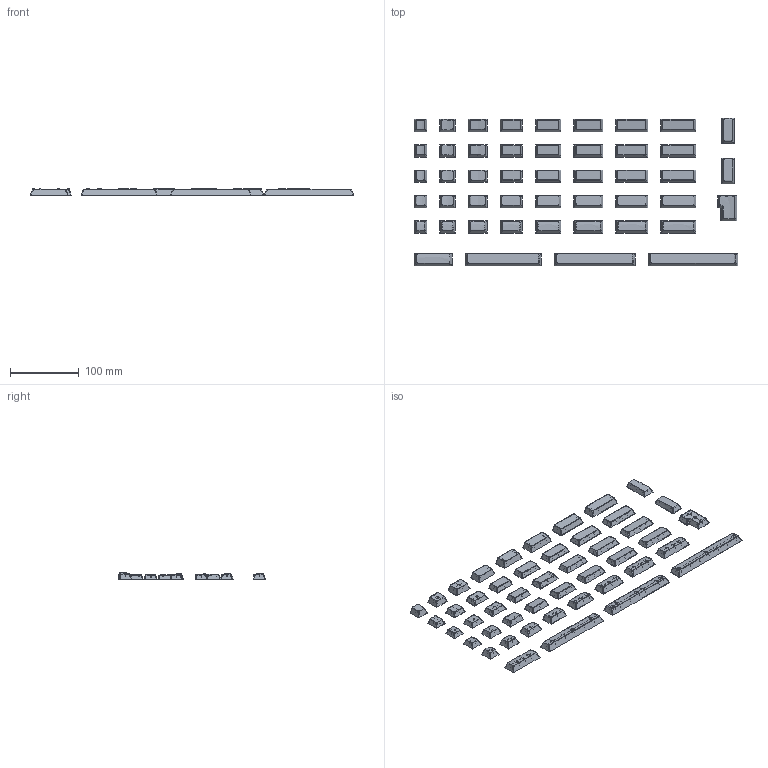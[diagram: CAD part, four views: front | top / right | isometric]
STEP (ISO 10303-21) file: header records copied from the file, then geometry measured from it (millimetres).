
FILE_DESCRIPTION(/* description */ (''),/* implementation_level */ '2;1');
FILE_NAME(/* name */ 'CHERRYMX CAD_CAM KEYCAPS.stp',/* time_stamp */ '2023-05-09T13:41:09+10:00',/* author */ ('Mark'),/* organization */ (''),/* preprocessor_version */ 'ST-DEVELOPER v19.2',/* originating_system */ 'AutoCAD Mechanical',/* authorisation */ '');
FILE_SCHEMA (('AUTOMOTIVE_DESIGN { 1 0 10303 214 3 1 1 }'));
Products named in the file (1): Product
Bounding box: 471.56 x 215.59 x 9.3 mm (x, y, z)
Volume: 81577.6 mm3; surface area: 147626.6 mm2
Topology: 47 solids, 47 shells, 4081 faces, 11146 edges, 7310 vertices
Faces by surface type: plane 2497, bspline 1480, cylinder 104
Full cylindrical faces by diameter (mm): 5.4 x92, 6 x12
Entity records: 184970 total; most frequent: CARTESIAN_POINT 94736, ORIENTED_EDGE 22292, DIRECTION 12678, EDGE_CURVE 11146, VERTEX_POINT 7310, LINE 5130, VECTOR 5130, B_SPLINE_CURVE_WITH_KNOTS 4844
